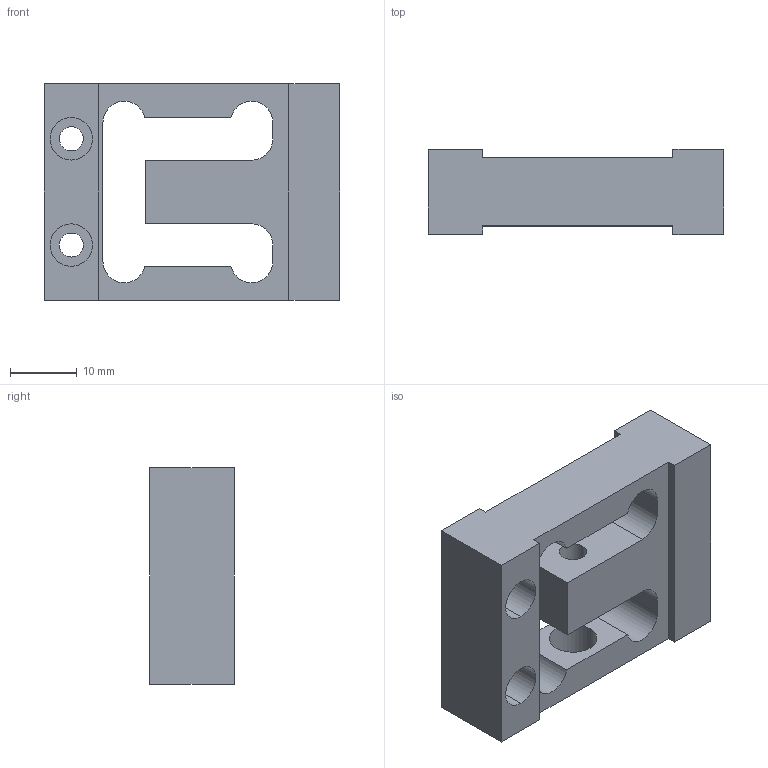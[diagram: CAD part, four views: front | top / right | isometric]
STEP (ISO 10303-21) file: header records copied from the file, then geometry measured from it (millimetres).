
FILE_DESCRIPTION((''),'2;1');
FILE_NAME('LSM302.stp','2010-12-10T11:04:35',(''),(''),'Mechanical Desktop 2008','Mechanical Desktop 2008',', , ');
FILE_SCHEMA(('CONFIG_CONTROL_DESIGN'));
Length unit declared in the file: inch
Products named in the file (5): FM1035; PART1; $f1666-A; 26; NEWDWG
Assembly tree (323 placements, depth 3):
  FM1035
    PART1
    $f1666-A
    26  x286
    NEWDWG  x13
      26
Bounding box: 44.2 x 12.7 x 32.31 mm (x, y, z)
Volume: 10670.5 mm3; surface area: 5861.7 mm2
Topology: 1 solids, 1 shells, 42 faces, 114 edges, 76 vertices
Faces by surface type: plane 24, cylinder 18
Entity records: 4059 total; most frequent: DIRECTION 882, CARTESIAN_POINT 556, AXIS2_PLACEMENT_3D 402, PRODUCT_DEFINITION_SHAPE 328, ITEM_DEFINED_TRANSFORMATION 323, NEXT_ASSEMBLY_USAGE_OCCURRENCE 323, CONTEXT_DEPENDENT_SHAPE_REPRESENTATION 323, ORIENTED_EDGE 228
